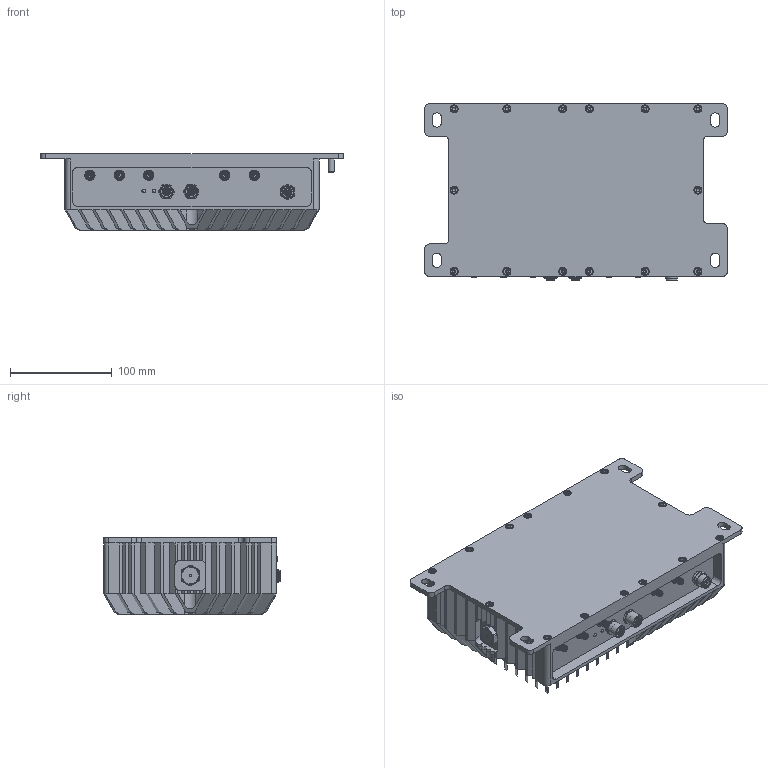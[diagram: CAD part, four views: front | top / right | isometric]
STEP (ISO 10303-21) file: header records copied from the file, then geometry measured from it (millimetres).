
FILE_DESCRIPTION(/* description */ (''),/* implementation_level */ '2;1');
FILE_NAME(/* name */ 'RPC-RSLA3.stp',/* time_stamp */ '2019-11-06T11:01:14+01:00',/* author */ ('AM'),/* organization */ (''),/* preprocessor_version */ 'ST-DEVELOPER v17.2',/* originating_system */ 'Autodesk Inventor 2019',/* authorisation */ '');
FILE_SCHEMA (('AUTOMOTIVE_DESIGN { 1 0 10303 214 3 1 1 }'));
Products named in the file (1): RPC_RSLA3_Shrinkwrap_1
Bounding box: 298 x 173.58 x 75 mm (x, y, z)
Volume: 2378902.4 mm3; surface area: 314034.8 mm2
Topology: 1 solids, 1 shells, 2546 faces, 7533 edges, 4976 vertices
Faces by surface type: plane 1187, cylinder 655, bspline 381, cone 230, torus 93
Full cylindrical faces by diameter (mm): 0.1 x5, 0.725 x16, 0.97 x5, 1 x5, 1.29 x16, 2 x1, 2.2 x1, 4.08 x5, 4.61 x5, 5.33 x5, 5.5 x6, 6 x1, 7 x14, 8 x14, 8.2 x2, 10.2 x5, 11 x3, 12 x2, 12.4 x1, 13 x2, 17.435 x1
Entity records: 200947 total; most frequent: CARTESIAN_POINT 133433, ORIENTED_EDGE 15002, DIRECTION 11882, EDGE_CURVE 7501, VERTEX_POINT 4976, AXIS2_PLACEMENT_3D 4135, LINE 3612, VECTOR 3612
